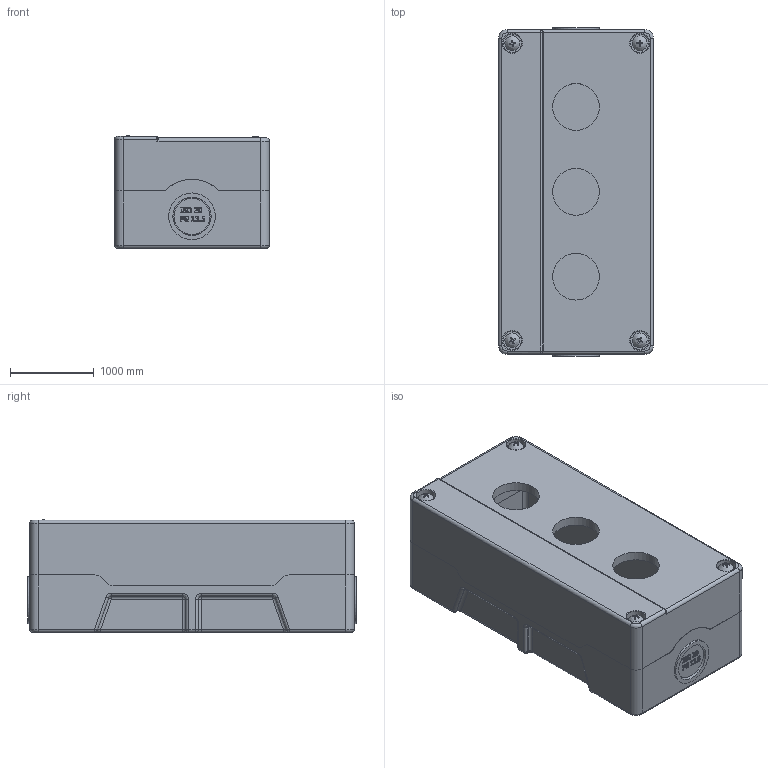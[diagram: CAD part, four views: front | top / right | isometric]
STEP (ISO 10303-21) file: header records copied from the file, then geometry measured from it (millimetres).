
FILE_DESCRIPTION(/* description */ (''),/* implementation_level */ '2;1');
FILE_NAME(/* name */ '4004E10.stp',/* time_stamp */ '2016-01-12T09:15:23-05:00',/* author */ ('CAD Station'),/* organization */ (''),/* preprocessor_version */ 'ST-DEVELOPER v16.1',/* originating_system */ 'Autodesk Inventor 2016',/* authorisation */ '');
FILE_SCHEMA (('AUTOMOTIVE_DESIGN { 1 0 10303 214 3 1 1 }'));
Length unit declared in the file: inch
Products named in the file (4): 4003E11; 4003E11_Bottom; NUT; 4003E11_1
Assembly tree (6 placements, depth 2):
  4003E11_1
    4003E11
    4003E11_Bottom
    NUT  x4
Bounding box: 1854.2 x 3937 x 1345.74 mm (x, y, z)
Volume: 3514415955.4 mm3; surface area: 60123700.5 mm2
Topology: 6 solids, 6 shells, 759 faces, 1964 edges, 1266 vertices
Faces by surface type: plane 320, bspline 230, cylinder 154, torus 35, sphere 20
Full cylindrical faces by diameter (mm): 107.95 x12, 177.8 x8, 228.6 x4, 431.8 x2, 457.2 x2, 558.8 x5, 635 x3
Entity records: 22841 total; most frequent: CARTESIAN_POINT 7030, ORIENTED_EDGE 3534, DIRECTION 2633, EDGE_CURVE 1767, VERTEX_POINT 1157, LINE 961, VECTOR 961, AXIS2_PLACEMENT_3D 836
